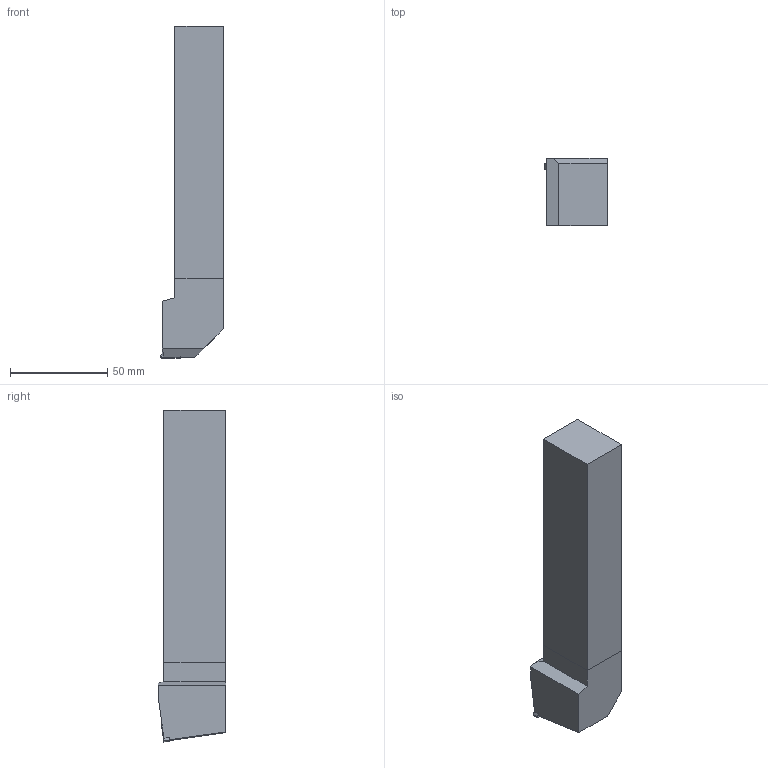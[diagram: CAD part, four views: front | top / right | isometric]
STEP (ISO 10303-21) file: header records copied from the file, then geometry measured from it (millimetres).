
FILE_DESCRIPTION(/* description */ (''),/* implementation_level */ '2;1');
FILE_NAME(/* name */ 'CTFNL3225P11-PL.stp',/* time_stamp */ '2012-09-05T14:22:57+06:00',/* author */ (''),/* organization */ (''),/* preprocessor_version */ 'ST-DEVELOPER v11',/* originating_system */ 'SIEMENS PLM Software NX 7.5',/* authorisation */ '');
FILE_SCHEMA (('AUTOMOTIVE_DESIGN { 1 0 10303 214 1 1 1 1 }'));
Length unit declared in the file: millimetre
Products named in the file (1): inpuF8EBuvod
Bounding box: 32.2 x 34.7 x 171 mm (x, y, z)
Volume: 138580.7 mm3; surface area: 23043.8 mm2
Topology: 3 solids, 3 shells, 30 faces, 71 edges, 47 vertices
Faces by surface type: plane 27, cylinder 3
Entity records: 890 total; most frequent: CARTESIAN_POINT 149, ORIENTED_EDGE 142, DIRECTION 139, EDGE_CURVE 71, LINE 65, VECTOR 65, VERTEX_POINT 47, AXIS2_PLACEMENT_3D 37
